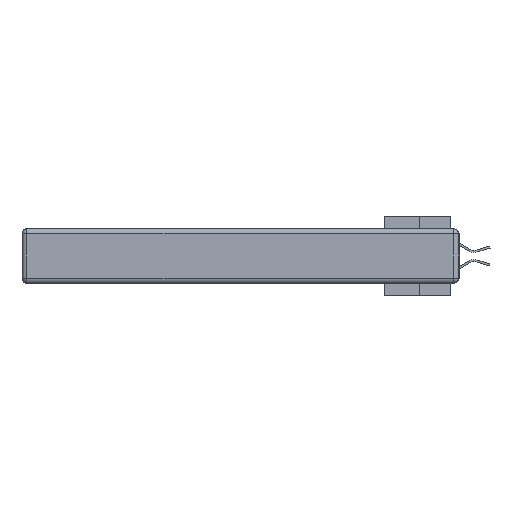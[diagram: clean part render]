
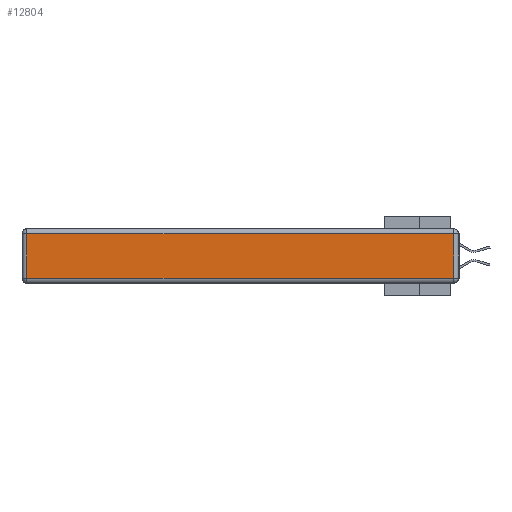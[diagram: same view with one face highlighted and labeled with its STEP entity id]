
A CAD part, left-side view. The second image highlights one B-rep face of the part: STEP entity #12804.
In plain terms, the highlighted planar face has unit normal (-1, 0, 0).
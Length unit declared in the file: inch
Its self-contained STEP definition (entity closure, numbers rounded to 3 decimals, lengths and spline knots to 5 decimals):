
#332 = EDGE_CURVE ( 'NONE', #28113, #3551, #883, .T. ) ;
#333 = EDGE_CURVE ( 'NONE', #20736, #28113, #4752, .T. ) ;
#855 = CARTESIAN_POINT ( 'NONE',  ( 0., 2.72, -0.343 ) ) ;
#883 = LINE ( 'NONE', #855, #3452 ) ;
#3452 = VECTOR ( 'NONE', #28438, 39.37008 ) ;
#3551 = VERTEX_POINT ( 'NONE', #19418 ) ;
#4752 = LINE ( 'NONE', #11714, #16804 ) ;
#5954 = DIRECTION ( 'NONE',  ( 0., 1., 0. ) ) ;
#6713 = ORIENTED_EDGE ( 'NONE', *, *, #332, .T. ) ;
#6836 = DIRECTION ( 'NONE',  ( -1., 0., 0. ) ) ;
#7562 = CARTESIAN_POINT ( 'NONE',  ( 0., 0.03, -0.313 ) ) ;
#7792 = DIRECTION ( 'NONE',  ( 0., -1., 0. ) ) ;
#9364 = EDGE_CURVE ( 'NONE', #3551, #21295, #27976, .T. ) ;
#11214 = VECTOR ( 'NONE', #7792, 39.37008 ) ;
#11714 = CARTESIAN_POINT ( 'NONE',  ( 0., 2.75, -0.03 ) ) ;
#12804 = ADVANCED_FACE ( 'NONE', ( #27020 ), #22912, .T. ) ;
#14096 = CARTESIAN_POINT ( 'NONE',  ( 0., 0.03, -0.343 ) ) ;
#14868 = DIRECTION ( 'NONE',  ( 0., 0., 1. ) ) ;
#15793 = ORIENTED_EDGE ( 'NONE', *, *, #9364, .T. ) ;
#16768 = DIRECTION ( 'NONE',  ( 0., 0., 1. ) ) ;
#16804 = VECTOR ( 'NONE', #5954, 39.37008 ) ;
#17249 = VECTOR ( 'NONE', #16768, 39.37008 ) ;
#17316 = ORIENTED_EDGE ( 'NONE', *, *, #333, .T. ) ;
#18282 = CARTESIAN_POINT ( 'NONE',  ( 0., 2.72, -0.03 ) ) ;
#18389 = EDGE_LOOP ( 'NONE', ( #15793, #20585, #17316, #6713 ) ) ;
#19418 = CARTESIAN_POINT ( 'NONE',  ( 0., 2.72, -0.313 ) ) ;
#19448 = CARTESIAN_POINT ( 'NONE',  ( 0., 0.03, -0.03 ) ) ;
#20258 = CARTESIAN_POINT ( 'NONE',  ( 0., 0., -0.343 ) ) ;
#20585 = ORIENTED_EDGE ( 'NONE', *, *, #24361, .T. ) ;
#20736 = VERTEX_POINT ( 'NONE', #19448 ) ;
#21295 = VERTEX_POINT ( 'NONE', #7562 ) ;
#22912 = PLANE ( 'NONE',  #24159 ) ;
#24159 = AXIS2_PLACEMENT_3D ( 'NONE', #20258, #6836, #14868 ) ;
#24361 = EDGE_CURVE ( 'NONE', #21295, #20736, #33954, .T. ) ;
#27020 = FACE_OUTER_BOUND ( 'NONE', #18389, .T. ) ;
#27976 = LINE ( 'NONE', #32613, #11214 ) ;
#28113 = VERTEX_POINT ( 'NONE', #18282 ) ;
#28438 = DIRECTION ( 'NONE',  ( 0., 0., -1. ) ) ;
#32613 = CARTESIAN_POINT ( 'NONE',  ( 0., 0., -0.313 ) ) ;
#33954 = LINE ( 'NONE', #14096, #17249 ) ;
